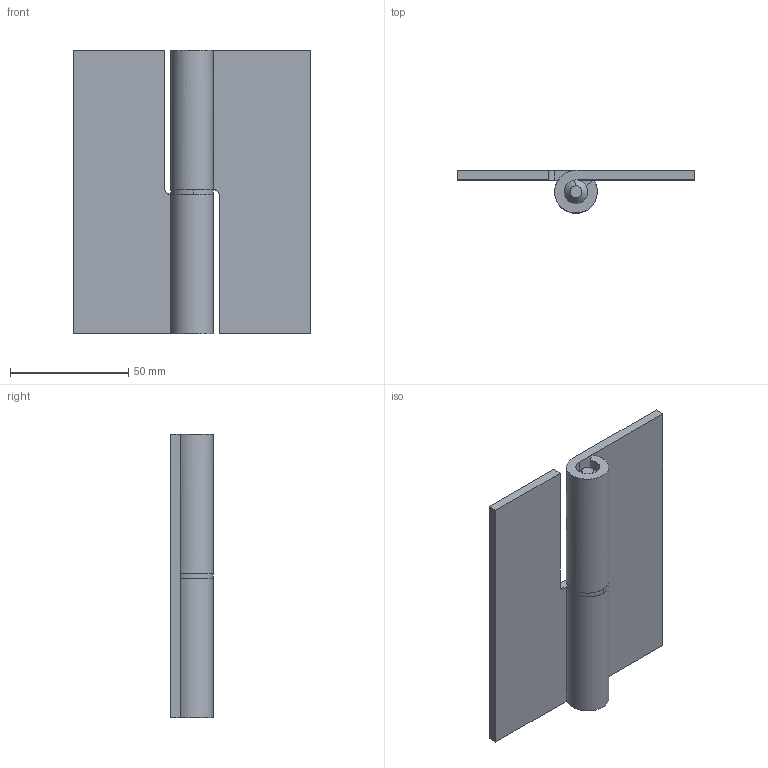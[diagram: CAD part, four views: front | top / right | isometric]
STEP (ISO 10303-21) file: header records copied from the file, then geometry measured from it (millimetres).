
FILE_DESCRIPTION((''),'2;1');
FILE_NAME('','2005-04-20T09:49:28',(''),(''),'','CADfix','');
FILE_SCHEMA(('AUTOMOTIVE_DESIGN'));
Length unit declared in the file: millimetre
Products named in the file (5): washer; shaft; hinge piece_B; hinge piece_A; TH_58SUS_L_11896_36
Assembly tree (4 placements, depth 2):
  TH_58SUS_L_11896_36
    washer
    shaft
    hinge piece_B
    hinge piece_A
Bounding box: 100 x 18 x 120 mm (x, y, z)
Volume: 69431.1 mm3; surface area: 37575.8 mm2
Topology: 4 solids, 4 shells, 34 faces, 91 edges, 65 vertices
Faces by surface type: bspline 34
Entity records: 1271 total; most frequent: CARTESIAN_POINT 621, ORIENTED_EDGE 182, EDGE_CURVE 91, VERTEX_POINT 65, QUASI_UNIFORM_CURVE 50, EDGE_LOOP 36, FACE_OUTER_BOUND 34, ADVANCED_FACE 34
